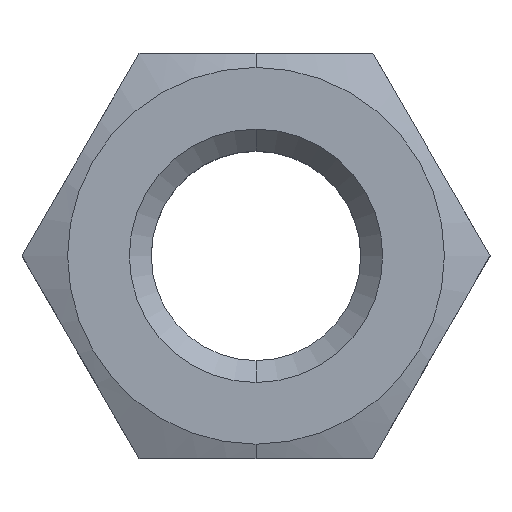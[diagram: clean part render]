
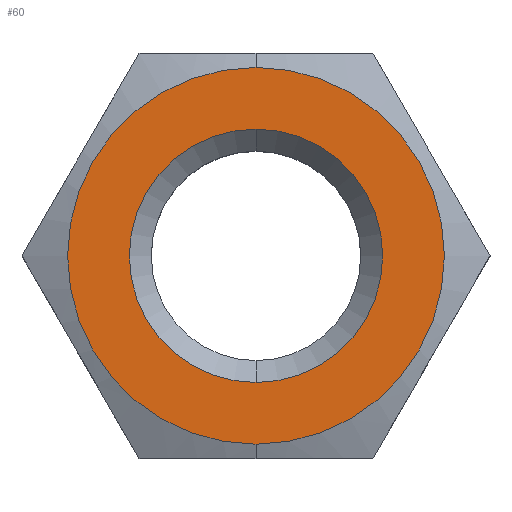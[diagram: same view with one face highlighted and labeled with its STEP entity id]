
A CAD part, top view. The second image highlights one B-rep face of the part: STEP entity #60.
In plain terms, the highlighted planar face has unit normal (0, 0, 1).
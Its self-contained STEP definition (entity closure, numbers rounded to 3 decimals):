
#33 = CARTESIAN_POINT ( 'NONE',  ( 0., 0., 4. ) ) ;
#42 = EDGE_CURVE ( 'E63', #470, #520, #176, .T. ) ;
#60 = ADVANCED_FACE ( 'E62', ( #305, #113 ), #108, .T. ) ;
#64 = AXIS2_PLACEMENT_3D ( 'NONE', #263, #552, #156 ) ;
#69 = ORIENTED_EDGE ( 'NONE', *, *, #409, .T. ) ;
#101 = DIRECTION ( 'NONE',  ( 0., 1., 0. ) ) ;
#104 = CIRCLE ( 'NONE', #157, 2.5 ) ;
#108 = PLANE ( 'NONE',  #64 ) ;
#113 = FACE_BOUND ( 'NONE', #516, .T. ) ;
#156 = DIRECTION ( 'NONE',  ( 1., 0., 0. ) ) ;
#157 = AXIS2_PLACEMENT_3D ( 'NONE', #291, #583, #580 ) ;
#158 = DIRECTION ( 'NONE',  ( 0., 0., -1. ) ) ;
#171 = ORIENTED_EDGE ( 'NONE', *, *, #571, .F. ) ;
#176 = CIRCLE ( 'NONE', #562, 3.719 ) ;
#184 = CARTESIAN_POINT ( 'NONE',  ( 0., 0., 4. ) ) ;
#198 = AXIS2_PLACEMENT_3D ( 'NONE', #33, #519, #330 ) ;
#205 = CARTESIAN_POINT ( 'NONE',  ( 0., -2.5, 4. ) ) ;
#220 = ORIENTED_EDGE ( 'NONE', *, *, #518, .T. ) ;
#236 = CARTESIAN_POINT ( 'NONE',  ( 0., 3.719, 4. ) ) ;
#262 = VERTEX_POINT ( 'NONE', #458 ) ;
#263 = CARTESIAN_POINT ( 'NONE',  ( 4.619, 0., 4. ) ) ;
#291 = CARTESIAN_POINT ( 'NONE',  ( 0., 0., 4. ) ) ;
#296 = CIRCLE ( 'NONE', #198, 3.719 ) ;
#301 = DIRECTION ( 'NONE',  ( 0., 0., -1. ) ) ;
#305 = FACE_OUTER_BOUND ( 'NONE', #496, .T. ) ;
#330 = DIRECTION ( 'NONE',  ( 0., 1., 0. ) ) ;
#370 = CIRCLE ( 'NONE', #601, 2.5 ) ;
#376 = ORIENTED_EDGE ( 'NONE', *, *, #42, .F. ) ;
#409 = EDGE_CURVE ( 'E55', #262, #425, #370, .T. ) ;
#425 = VERTEX_POINT ( 'NONE', #205 ) ;
#444 = CARTESIAN_POINT ( 'NONE',  ( 0., -3.719, 4. ) ) ;
#446 = CARTESIAN_POINT ( 'NONE',  ( 0., 0., 4. ) ) ;
#458 = CARTESIAN_POINT ( 'NONE',  ( 0., 2.5, 4. ) ) ;
#470 = VERTEX_POINT ( 'NONE', #444 ) ;
#496 = EDGE_LOOP ( 'NONE', ( #171, #376 ) ) ;
#516 = EDGE_LOOP ( 'NONE', ( #220, #69 ) ) ;
#518 = EDGE_CURVE ( 'E55', #425, #262, #104, .T. ) ;
#519 = DIRECTION ( 'NONE',  ( 0., 0., -1. ) ) ;
#520 = VERTEX_POINT ( 'NONE', #236 ) ;
#552 = DIRECTION ( 'NONE',  ( 0., 0., 1. ) ) ;
#562 = AXIS2_PLACEMENT_3D ( 'NONE', #446, #158, #101 ) ;
#571 = EDGE_CURVE ( 'E63', #520, #470, #296, .T. ) ;
#580 = DIRECTION ( 'NONE',  ( 0., 1., 0. ) ) ;
#583 = DIRECTION ( 'NONE',  ( 0., 0., -1. ) ) ;
#589 = DIRECTION ( 'NONE',  ( 0., 1., 0. ) ) ;
#601 = AXIS2_PLACEMENT_3D ( 'NONE', #184, #301, #589 ) ;
